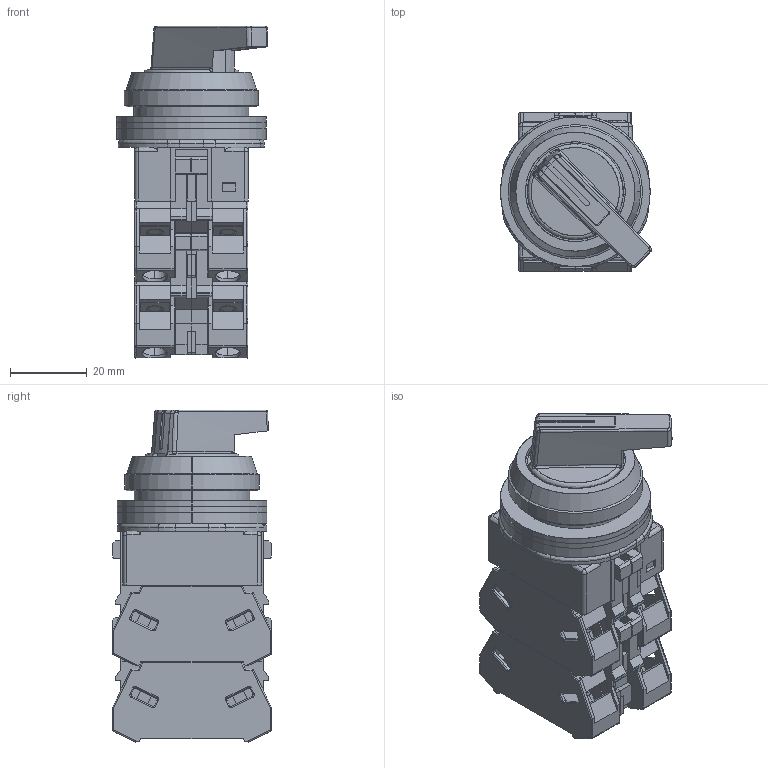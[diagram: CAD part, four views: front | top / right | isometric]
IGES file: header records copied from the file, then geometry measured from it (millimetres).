
Start section: SolidWorks IGES file using analytic representation for surfaces
Global section: file name: OUTSIDE-ASN2L_ASN3L.IGS,15; native system: HSolidWorks 2014; preprocessor: SolidWorks 2014; author: 1002606; date: 170405.124626; units: millimetre
Bounding box: 39.35 x 41.4 x 86.5 mm (x, y, z)
Surface area: 34563.5 mm2 (no closed solid volume)
Topology: 0 solids, 0 shells, 1333 faces, 11965 edges, 11945 vertices
Faces by surface type: bspline 974, revolution 359
